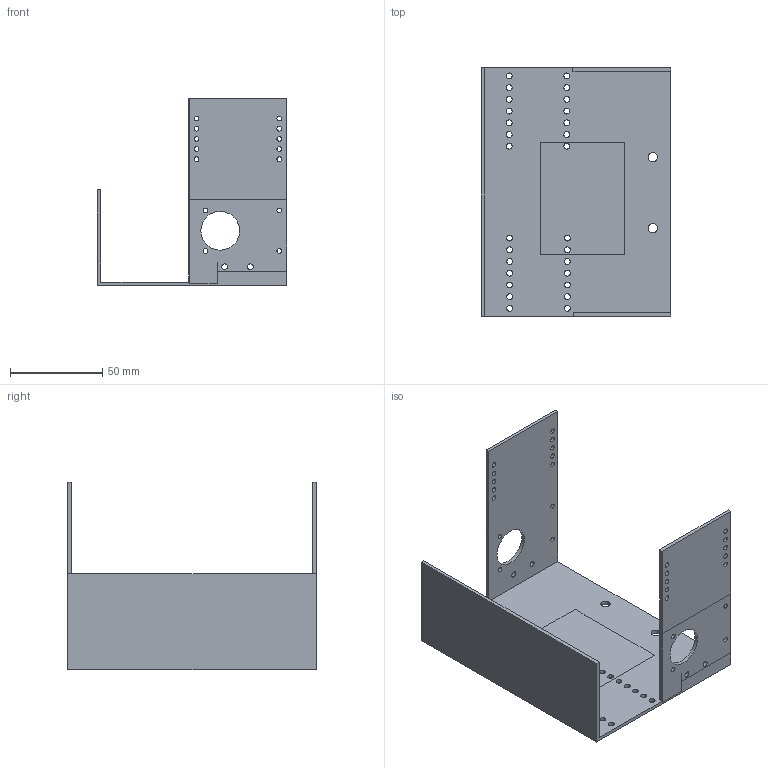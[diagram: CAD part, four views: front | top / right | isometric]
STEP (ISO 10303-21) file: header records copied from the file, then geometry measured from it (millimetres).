
FILE_DESCRIPTION(/* description */ (''),/* implementation_level */ '2;1');
FILE_NAME(/* name */ 'Chassis Aluminum Rear.step',/* time_stamp */ '2023-01-15T23:07:01-03:00',/* author */ (''),/* organization */ (''),/* preprocessor_version */ 'ST-DEVELOPER v19.2',/* originating_system */ 'Autodesk Translation Framework v11.17.0.187',/* authorisation */ '');
FILE_SCHEMA (('AUTOMOTIVE_DESIGN { 1 0 10303 214 3 1 1 }'));
Length unit declared in the file: millimetre
Products named in the file (1): Chassis (1)
Bounding box: 102.79 x 134.63 x 101.58 mm (x, y, z)
Volume: 59933.1 mm3; surface area: 63526.7 mm2
Topology: 2 solids, 2 shells, 110 faces, 318 edges, 212 vertices
Faces by surface type: cylinder 66, plane 44
Full cylindrical faces by diameter (mm): 2.6 x28, 3.08 x4, 3.175 x28, 5 x2, 21 x2
Entity records: 3973 total; most frequent: DIRECTION 672, CARTESIAN_POINT 641, ORIENTED_EDGE 636, EDGE_CURVE 318, AXIS2_PLACEMENT_3D 243, EDGE_LOOP 240, VERTEX_POINT 212, LINE 186
